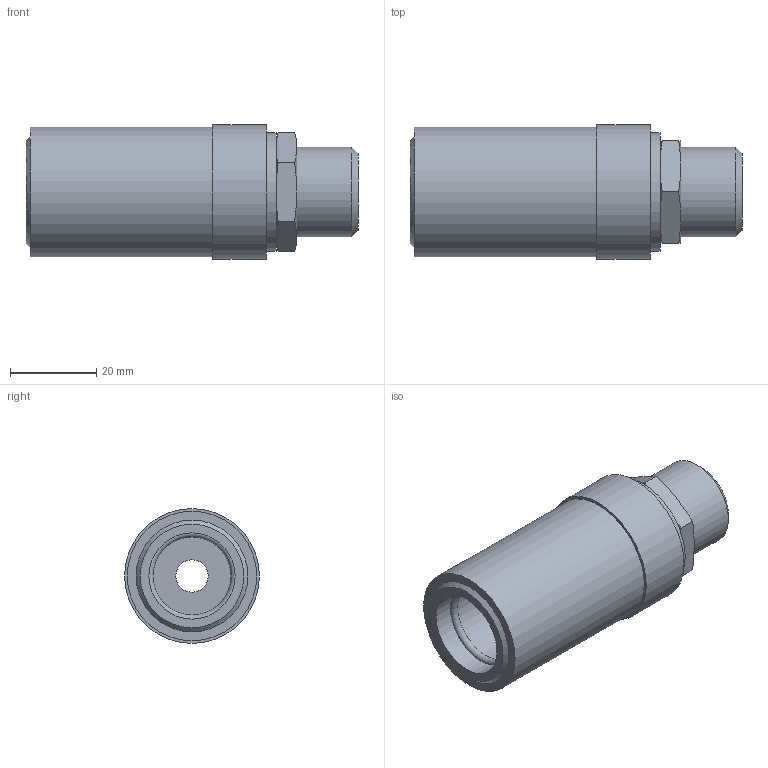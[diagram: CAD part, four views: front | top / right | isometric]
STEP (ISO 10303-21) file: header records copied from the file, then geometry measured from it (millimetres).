
FILE_DESCRIPTION( ( 'STEP AP203' ), ' ' );
FILE_NAME( 'FSK219V.stp', '2016-03-02T13:04:26', ( '' ), ( '' ), ' ', 'PARTsolutions', ' ' );
FILE_SCHEMA( ( 'CONFIG_CONTROL_DESIGN' ) );
Length unit declared in the file: millimetre
Products named in the file (1): _FSK219V
Bounding box: 76.95 x 31.27 x 31.27 mm (x, y, z)
Volume: 40881.6 mm3; surface area: 10682.8 mm2
Topology: 1 solids, 1 shells, 36 faces, 69 edges, 41 vertices
Faces by surface type: plane 14, cone 14, cylinder 7, torus 1
Full cylindrical faces by diameter (mm): 7.518 x1, 20 x2, 20.716 x1, 27.503 x1, 30 x1, 31.27 x1
Entity records: 972 total; most frequent: CARTESIAN_POINT 257, DIRECTION 138, ORIENTED_EDGE 118, AXIS2_PLACEMENT_3D 66, EDGE_CURVE 59, EDGE_LOOP 54, FACE_OUTER_BOUND 44, VERTEX_POINT 41
